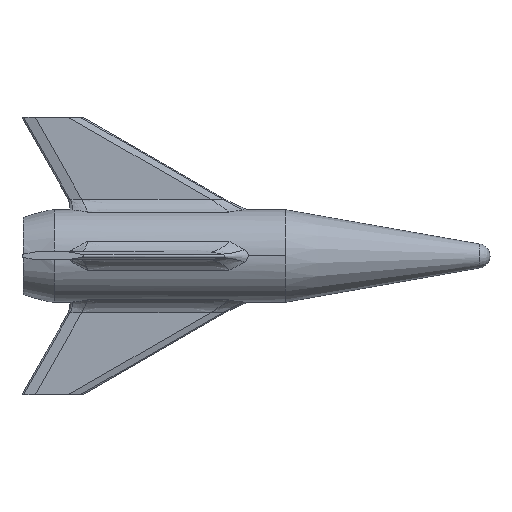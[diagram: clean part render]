
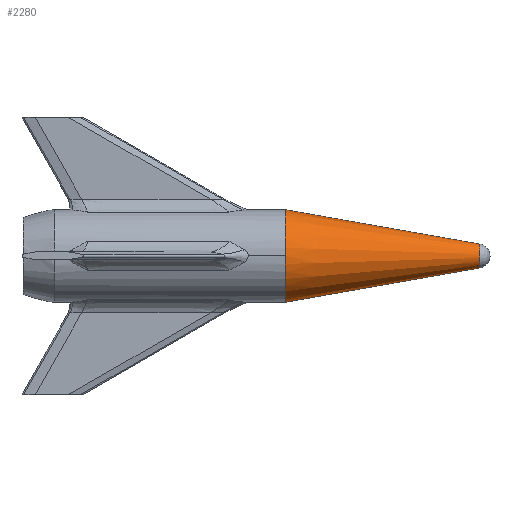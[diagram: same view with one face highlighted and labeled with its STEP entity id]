
A CAD part, top view. The second image highlights one B-rep face of the part: STEP entity #2280.
In plain terms, the highlighted conical face has half-angle 10 degrees and reference radius 0.076 mm.
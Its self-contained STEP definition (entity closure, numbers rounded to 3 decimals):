
#22 = VERTEX_POINT('',#23);
#23 = CARTESIAN_POINT('',(0.381,-0.076,0.));
#33 = CONICAL_SURFACE('',#34,0.076,0.175);
#34 = AXIS2_PLACEMENT_3D('',#35,#36,#37);
#35 = CARTESIAN_POINT('',(0.381,0.,0.));
#36 = DIRECTION('',(-1.,0.,-0.));
#37 = DIRECTION('',(0.,-1.,0.));
#58 = VERTEX_POINT('',#59);
#59 = CARTESIAN_POINT('',(0.381,0.076,0.));
#86 = EDGE_CURVE('',#58,#87,#89,.T.);
#87 = VERTEX_POINT('',#88);
#88 = CARTESIAN_POINT('',(0.701,0.02,
    0.));
#89 = SURFACE_CURVE('',#90,(#94,#101),.PCURVE_S1.);
#90 = LINE('',#91,#92);
#91 = CARTESIAN_POINT('',(0.381,0.076,0.));
#92 = VECTOR('',#93,1.);
#93 = DIRECTION('',(0.985,-0.174,0.));
#94 = PCURVE('',#33,#95);
#95 = DEFINITIONAL_REPRESENTATION('',(#96),#100);
#96 = LINE('',#97,#98);
#97 = CARTESIAN_POINT('',(-3.142,-0.));
#98 = VECTOR('',#99,1.);
#99 = DIRECTION('',(-0.,-1.));
#100 = ( GEOMETRIC_REPRESENTATION_CONTEXT(2) 
PARAMETRIC_REPRESENTATION_CONTEXT() REPRESENTATION_CONTEXT('2D SPACE',''
  ) );
#101 = PCURVE('',#102,#107);
#102 = CONICAL_SURFACE('',#103,0.076,0.175);
#103 = AXIS2_PLACEMENT_3D('',#104,#105,#106);
#104 = CARTESIAN_POINT('',(0.381,0.,0.));
#105 = DIRECTION('',(-1.,0.,-0.));
#106 = DIRECTION('',(0.,-1.,0.));
#107 = DEFINITIONAL_REPRESENTATION('',(#108),#112);
#108 = LINE('',#109,#110);
#109 = CARTESIAN_POINT('',(3.142,-0.));
#110 = VECTOR('',#111,1.);
#111 = DIRECTION('',(0.,-1.));
#112 = ( GEOMETRIC_REPRESENTATION_CONTEXT(2) 
PARAMETRIC_REPRESENTATION_CONTEXT() REPRESENTATION_CONTEXT('2D SPACE',''
  ) );
#115 = VERTEX_POINT('',#116);
#116 = CARTESIAN_POINT('',(0.701,-0.02,0.));
#147 = EDGE_CURVE('',#22,#115,#148,.T.);
#148 = SURFACE_CURVE('',#149,(#153,#160),.PCURVE_S1.);
#149 = LINE('',#150,#151);
#150 = CARTESIAN_POINT('',(0.381,-0.076,0.));
#151 = VECTOR('',#152,1.);
#152 = DIRECTION('',(0.985,0.174,0.));
#153 = PCURVE('',#33,#154);
#154 = DEFINITIONAL_REPRESENTATION('',(#155),#159);
#155 = LINE('',#156,#157);
#156 = CARTESIAN_POINT('',(-0.,-0.));
#157 = VECTOR('',#158,1.);
#158 = DIRECTION('',(-0.,-1.));
#159 = ( GEOMETRIC_REPRESENTATION_CONTEXT(2) 
PARAMETRIC_REPRESENTATION_CONTEXT() REPRESENTATION_CONTEXT('2D SPACE',''
  ) );
#160 = PCURVE('',#102,#161);
#161 = DEFINITIONAL_REPRESENTATION('',(#162),#166);
#162 = LINE('',#163,#164);
#163 = CARTESIAN_POINT('',(0.,-0.));
#164 = VECTOR('',#165,1.);
#165 = DIRECTION('',(0.,-1.));
#166 = ( GEOMETRIC_REPRESENTATION_CONTEXT(2) 
PARAMETRIC_REPRESENTATION_CONTEXT() REPRESENTATION_CONTEXT('2D SPACE',''
  ) );
#188 = CYLINDRICAL_SURFACE('',#189,0.076);
#189 = AXIS2_PLACEMENT_3D('',#190,#191,#192);
#190 = CARTESIAN_POINT('',(0.,0.,0.));
#191 = DIRECTION('',(1.,0.,0.));
#192 = DIRECTION('',(-0.,0.,1.));
#1393 = CYLINDRICAL_SURFACE('',#1394,0.076);
#1394 = AXIS2_PLACEMENT_3D('',#1395,#1396,#1397);
#1395 = CARTESIAN_POINT('',(0.,0.,0.));
#1396 = DIRECTION('',(1.,0.,0.));
#1397 = DIRECTION('',(-0.,0.,1.));
#2243 = SURFACE_OF_REVOLUTION('',#2244,#2249);
#2244 = CIRCLE('',#2245,0.02);
#2245 = AXIS2_PLACEMENT_3D('',#2246,#2247,#2248);
#2246 = CARTESIAN_POINT('',(0.698,0.,0.));
#2247 = DIRECTION('',(-0.,0.,1.));
#2248 = DIRECTION('',(0.174,-0.985,0.));
#2249 = AXIS1_PLACEMENT('',#2250,#2251);
#2250 = CARTESIAN_POINT('',(0.813,0.,0.));
#2251 = DIRECTION('',(-1.,0.,0.));
#2280 = ADVANCED_FACE('',(#2281),#102,.T.);
#2281 = FACE_BOUND('',#2282,.F.);
#2282 = EDGE_LOOP('',(#2283,#2307,#2329,#2330,#2352));
#2283 = ORIENTED_EDGE('',*,*,#2284,.T.);
#2284 = EDGE_CURVE('',#22,#2285,#2287,.T.);
#2285 = VERTEX_POINT('',#2286);
#2286 = CARTESIAN_POINT('',(0.381,0.,0.076));
#2287 = SURFACE_CURVE('',#2288,(#2293,#2300),.PCURVE_S1.);
#2288 = CIRCLE('',#2289,0.076);
#2289 = AXIS2_PLACEMENT_3D('',#2290,#2291,#2292);
#2290 = CARTESIAN_POINT('',(0.381,0.,0.));
#2291 = DIRECTION('',(-1.,0.,0.));
#2292 = DIRECTION('',(0.,-1.,0.));
#2293 = PCURVE('',#102,#2294);
#2294 = DEFINITIONAL_REPRESENTATION('',(#2295),#2299);
#2295 = LINE('',#2296,#2297);
#2296 = CARTESIAN_POINT('',(0.,-0.));
#2297 = VECTOR('',#2298,1.);
#2298 = DIRECTION('',(1.,-0.));
#2299 = ( GEOMETRIC_REPRESENTATION_CONTEXT(2) 
PARAMETRIC_REPRESENTATION_CONTEXT() REPRESENTATION_CONTEXT('2D SPACE',''
  ) );
#2300 = PCURVE('',#188,#2301);
#2301 = DEFINITIONAL_REPRESENTATION('',(#2302),#2306);
#2302 = LINE('',#2303,#2304);
#2303 = CARTESIAN_POINT('',(1.571,0.381));
#2304 = VECTOR('',#2305,1.);
#2305 = DIRECTION('',(-1.,-0.));
#2306 = ( GEOMETRIC_REPRESENTATION_CONTEXT(2) 
PARAMETRIC_REPRESENTATION_CONTEXT() REPRESENTATION_CONTEXT('2D SPACE',''
  ) );
#2307 = ORIENTED_EDGE('',*,*,#2308,.T.);
#2308 = EDGE_CURVE('',#2285,#58,#2309,.T.);
#2309 = SURFACE_CURVE('',#2310,(#2315,#2322),.PCURVE_S1.);
#2310 = CIRCLE('',#2311,0.076);
#2311 = AXIS2_PLACEMENT_3D('',#2312,#2313,#2314);
#2312 = CARTESIAN_POINT('',(0.381,0.,0.));
#2313 = DIRECTION('',(-1.,0.,0.));
#2314 = DIRECTION('',(0.,-1.,0.));
#2315 = PCURVE('',#102,#2316);
#2316 = DEFINITIONAL_REPRESENTATION('',(#2317),#2321);
#2317 = LINE('',#2318,#2319);
#2318 = CARTESIAN_POINT('',(0.,-0.));
#2319 = VECTOR('',#2320,1.);
#2320 = DIRECTION('',(1.,-0.));
#2321 = ( GEOMETRIC_REPRESENTATION_CONTEXT(2) 
PARAMETRIC_REPRESENTATION_CONTEXT() REPRESENTATION_CONTEXT('2D SPACE',''
  ) );
#2322 = PCURVE('',#1393,#2323);
#2323 = DEFINITIONAL_REPRESENTATION('',(#2324),#2328);
#2324 = LINE('',#2325,#2326);
#2325 = CARTESIAN_POINT('',(7.854,0.381));
#2326 = VECTOR('',#2327,1.);
#2327 = DIRECTION('',(-1.,-0.));
#2328 = ( GEOMETRIC_REPRESENTATION_CONTEXT(2) 
PARAMETRIC_REPRESENTATION_CONTEXT() REPRESENTATION_CONTEXT('2D SPACE',''
  ) );
#2329 = ORIENTED_EDGE('',*,*,#86,.T.);
#2330 = ORIENTED_EDGE('',*,*,#2331,.F.);
#2331 = EDGE_CURVE('',#115,#87,#2332,.T.);
#2332 = SURFACE_CURVE('',#2333,(#2338,#2345),.PCURVE_S1.);
#2333 = CIRCLE('',#2334,0.02);
#2334 = AXIS2_PLACEMENT_3D('',#2335,#2336,#2337);
#2335 = CARTESIAN_POINT('',(0.701,0.,0.));
#2336 = DIRECTION('',(-1.,0.,0.));
#2337 = DIRECTION('',(0.,-1.,0.));
#2338 = PCURVE('',#102,#2339);
#2339 = DEFINITIONAL_REPRESENTATION('',(#2340),#2344);
#2340 = LINE('',#2341,#2342);
#2341 = CARTESIAN_POINT('',(0.,-0.32));
#2342 = VECTOR('',#2343,1.);
#2343 = DIRECTION('',(1.,-0.));
#2344 = ( GEOMETRIC_REPRESENTATION_CONTEXT(2) 
PARAMETRIC_REPRESENTATION_CONTEXT() REPRESENTATION_CONTEXT('2D SPACE',''
  ) );
#2345 = PCURVE('',#2243,#2346);
#2346 = DEFINITIONAL_REPRESENTATION('',(#2347),#2351);
#2347 = LINE('',#2348,#2349);
#2348 = CARTESIAN_POINT('',(0.,0.));
#2349 = VECTOR('',#2350,1.);
#2350 = DIRECTION('',(1.,0.));
#2351 = ( GEOMETRIC_REPRESENTATION_CONTEXT(2) 
PARAMETRIC_REPRESENTATION_CONTEXT() REPRESENTATION_CONTEXT('2D SPACE',''
  ) );
#2352 = ORIENTED_EDGE('',*,*,#147,.F.);
